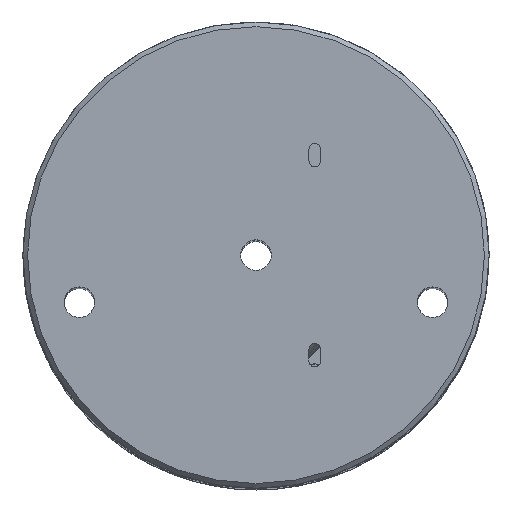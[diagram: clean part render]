
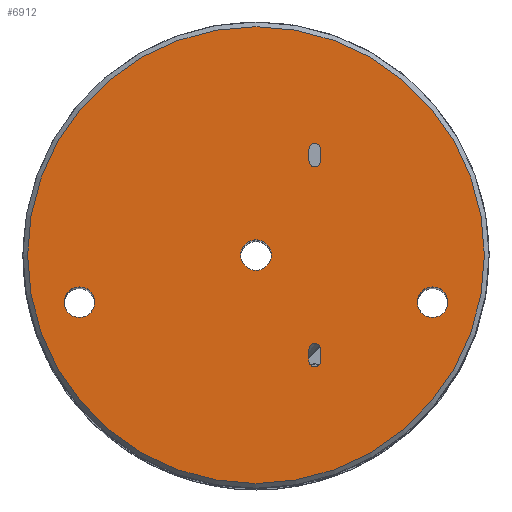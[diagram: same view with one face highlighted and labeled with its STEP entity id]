
A CAD part, top view. The second image highlights one B-rep face of the part: STEP entity #6912.
In plain terms, the highlighted planar face has unit normal (0, 0, 1).
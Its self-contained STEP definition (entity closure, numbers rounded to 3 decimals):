
#124=CIRCLE('',#7380,48.5);
#129=CIRCLE('',#7387,1.25);
#130=CIRCLE('',#7388,1.25);
#131=CIRCLE('',#7389,3.25);
#132=CIRCLE('',#7390,1.25);
#133=CIRCLE('',#7391,1.25);
#134=CIRCLE('',#7392,3.25);
#135=CIRCLE('',#7393,3.25);
#334=FACE_BOUND('',#1157,.T.);
#335=FACE_BOUND('',#1158,.T.);
#336=FACE_BOUND('',#1159,.T.);
#337=FACE_BOUND('',#1160,.T.);
#338=FACE_BOUND('',#1161,.T.);
#476=PLANE('',#7386);
#762=FACE_OUTER_BOUND('',#1156,.T.);
#1156=EDGE_LOOP('',(#4959));
#1157=EDGE_LOOP('',(#4960,#4961,#4962,#4963));
#1158=EDGE_LOOP('',(#4964));
#1159=EDGE_LOOP('',(#4965,#4966,#4967,#4968));
#1160=EDGE_LOOP('',(#4969));
#1161=EDGE_LOOP('',(#4970));
#1702=LINE('',#10319,#2399);
#1703=LINE('',#10322,#2400);
#1704=LINE('',#10329,#2401);
#1705=LINE('',#10332,#2402);
#2399=VECTOR('',#8138,10.);
#2400=VECTOR('',#8141,10.);
#2401=VECTOR('',#8146,10.);
#2402=VECTOR('',#8149,10.);
#3179=VERTEX_POINT('',#10297);
#3186=VERTEX_POINT('',#10315);
#3187=VERTEX_POINT('',#10316);
#3188=VERTEX_POINT('',#10318);
#3189=VERTEX_POINT('',#10320);
#3190=VERTEX_POINT('',#10323);
#3191=VERTEX_POINT('',#10325);
#3192=VERTEX_POINT('',#10326);
#3193=VERTEX_POINT('',#10328);
#3194=VERTEX_POINT('',#10330);
#3195=VERTEX_POINT('',#10333);
#3196=VERTEX_POINT('',#10335);
#3875=EDGE_CURVE('',#3179,#3179,#124,.T.);
#3884=EDGE_CURVE('',#3186,#3187,#129,.T.);
#3885=EDGE_CURVE('',#3187,#3188,#1702,.T.);
#3886=EDGE_CURVE('',#3188,#3189,#130,.T.);
#3887=EDGE_CURVE('',#3189,#3186,#1703,.T.);
#3888=EDGE_CURVE('',#3190,#3190,#131,.T.);
#3889=EDGE_CURVE('',#3191,#3192,#132,.T.);
#3890=EDGE_CURVE('',#3192,#3193,#1704,.T.);
#3891=EDGE_CURVE('',#3193,#3194,#133,.T.);
#3892=EDGE_CURVE('',#3194,#3191,#1705,.T.);
#3893=EDGE_CURVE('',#3195,#3195,#134,.T.);
#3894=EDGE_CURVE('',#3196,#3196,#135,.T.);
#4959=ORIENTED_EDGE('',*,*,#3875,.F.);
#4960=ORIENTED_EDGE('',*,*,#3884,.T.);
#4961=ORIENTED_EDGE('',*,*,#3885,.T.);
#4962=ORIENTED_EDGE('',*,*,#3886,.T.);
#4963=ORIENTED_EDGE('',*,*,#3887,.T.);
#4964=ORIENTED_EDGE('',*,*,#3888,.T.);
#4965=ORIENTED_EDGE('',*,*,#3889,.T.);
#4966=ORIENTED_EDGE('',*,*,#3890,.T.);
#4967=ORIENTED_EDGE('',*,*,#3891,.T.);
#4968=ORIENTED_EDGE('',*,*,#3892,.T.);
#4969=ORIENTED_EDGE('',*,*,#3893,.T.);
#4970=ORIENTED_EDGE('',*,*,#3894,.T.);
#6912=ADVANCED_FACE('',(#762,#334,#335,#336,#337,#338),#476,.T.);
#7380=AXIS2_PLACEMENT_3D('',#10298,#8118,#8119);
#7386=AXIS2_PLACEMENT_3D('',#10314,#8134,#8135);
#7387=AXIS2_PLACEMENT_3D('',#10317,#8136,#8137);
#7388=AXIS2_PLACEMENT_3D('',#10321,#8139,#8140);
#7389=AXIS2_PLACEMENT_3D('',#10324,#8142,#8143);
#7390=AXIS2_PLACEMENT_3D('',#10327,#8144,#8145);
#7391=AXIS2_PLACEMENT_3D('',#10331,#8147,#8148);
#7392=AXIS2_PLACEMENT_3D('',#10334,#8150,#8151);
#7393=AXIS2_PLACEMENT_3D('',#10336,#8152,#8153);
#8118=DIRECTION('center_axis',(0.,0.,-1.));
#8119=DIRECTION('ref_axis',(1.,0.,0.));
#8134=DIRECTION('center_axis',(0.,0.,1.));
#8135=DIRECTION('ref_axis',(1.,0.,0.));
#8136=DIRECTION('center_axis',(0.,0.,-1.));
#8137=DIRECTION('ref_axis',(1.,0.,0.));
#8138=DIRECTION('',(0.,-1.,0.));
#8139=DIRECTION('center_axis',(0.,0.,-1.));
#8140=DIRECTION('ref_axis',(-1.,0.,0.));
#8141=DIRECTION('',(0.,1.,0.));
#8142=DIRECTION('center_axis',(0.,0.,-1.));
#8143=DIRECTION('ref_axis',(1.,0.,0.));
#8144=DIRECTION('center_axis',(0.,0.,-1.));
#8145=DIRECTION('ref_axis',(1.,0.,0.));
#8146=DIRECTION('',(0.,-1.,0.));
#8147=DIRECTION('center_axis',(0.,0.,-1.));
#8148=DIRECTION('ref_axis',(-1.,0.,0.));
#8149=DIRECTION('',(0.,1.,0.));
#8150=DIRECTION('center_axis',(0.,0.,-1.));
#8151=DIRECTION('ref_axis',(1.,0.,0.));
#8152=DIRECTION('center_axis',(0.,0.,-1.));
#8153=DIRECTION('ref_axis',(1.,0.,0.));
#10297=CARTESIAN_POINT('',(-48.5,0.,5.));
#10298=CARTESIAN_POINT('Origin',(0.,0.,5.));
#10314=CARTESIAN_POINT('Origin',(0.,0.,5.));
#10315=CARTESIAN_POINT('',(11.25,-20.,5.));
#10316=CARTESIAN_POINT('',(13.75,-20.,5.));
#10317=CARTESIAN_POINT('Origin',(12.5,-20.,5.));
#10318=CARTESIAN_POINT('',(13.75,-22.5,5.));
#10319=CARTESIAN_POINT('',(13.75,-20.,5.));
#10320=CARTESIAN_POINT('',(11.25,-22.5,5.));
#10321=CARTESIAN_POINT('Origin',(12.5,-22.5,5.));
#10322=CARTESIAN_POINT('',(11.25,-22.5,5.));
#10323=CARTESIAN_POINT('',(-3.25,0.,5.));
#10324=CARTESIAN_POINT('Origin',(0.,0.,5.));
#10325=CARTESIAN_POINT('',(11.25,22.5,5.));
#10326=CARTESIAN_POINT('',(13.75,22.5,5.));
#10327=CARTESIAN_POINT('Origin',(12.5,22.5,5.));
#10328=CARTESIAN_POINT('',(13.75,20.,5.));
#10329=CARTESIAN_POINT('',(13.75,20.,5.));
#10330=CARTESIAN_POINT('',(11.25,20.,5.));
#10331=CARTESIAN_POINT('Origin',(12.5,20.,5.));
#10332=CARTESIAN_POINT('',(11.25,22.5,5.));
#10333=CARTESIAN_POINT('',(34.25,-10.,5.));
#10334=CARTESIAN_POINT('Origin',(37.5,-10.,5.));
#10335=CARTESIAN_POINT('',(-40.75,-10.,5.));
#10336=CARTESIAN_POINT('Origin',(-37.5,-10.,5.));
